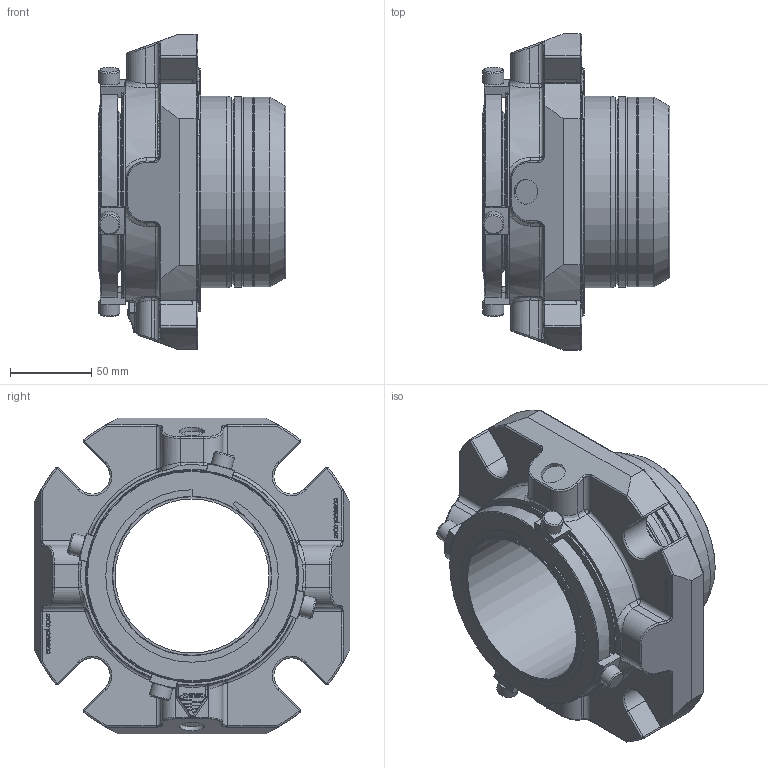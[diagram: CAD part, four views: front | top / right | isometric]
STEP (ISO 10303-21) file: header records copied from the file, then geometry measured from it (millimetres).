
FILE_DESCRIPTION(/* description */ ('Unknown'),/* implementation_level */ '2;1');
FILE_NAME(/* name */ '95mm - STEP',/* time_stamp */ '2023-01-27T11:29:10+00:00',/* author */ ('Unknown'),/* organization */ ('Unknown'),/* preprocessor_version */ 'ST-DEVELOPER v16.7',/* originating_system */ 'Solid Edge',/* authorisation */ 'Unknown');
FILE_SCHEMA (('AUTOMOTIVE_DESIGN {1 0 10303 214 3 1 1}'));
Length unit declared in the file: millimetre
Products named in the file (1): 95MM
Bounding box: 115.93 x 194.82 x 194.82 mm (x, y, z)
Volume: 1063844.2 mm3; surface area: 171887.1 mm2
Topology: 1 solids, 1 shells, 995 faces, 2601 edges, 1609 vertices
Faces by surface type: cylinder 319, plane 276, bspline 231, torus 106, cone 37, sphere 26
Full cylindrical faces by diameter (mm): 2.194 x1, 13 x4, 15.342 x2, 94.996 x1, 97.438 x1, 98.4 x1, 99.238 x1, 113.792 x2, 116.129 x1, 117.094 x2, 117.5 x1, 118.262 x1, 130.175 x2, 131.699 x1, 141.402 x1, 142.875 x1, 146.837 x1, 146.99 x1, 147.345 x1, 147.5 x1, 148.006 x1, 148.26 x1
Entity records: 34986 total; most frequent: CARTESIAN_POINT 12342, ORIENTED_EDGE 4962, DIRECTION 4296, EDGE_CURVE 2481, AXIS2_PLACEMENT_3D 1624, VERTEX_POINT 1581, EDGE_LOOP 1114, FACE_BOUND 1114
